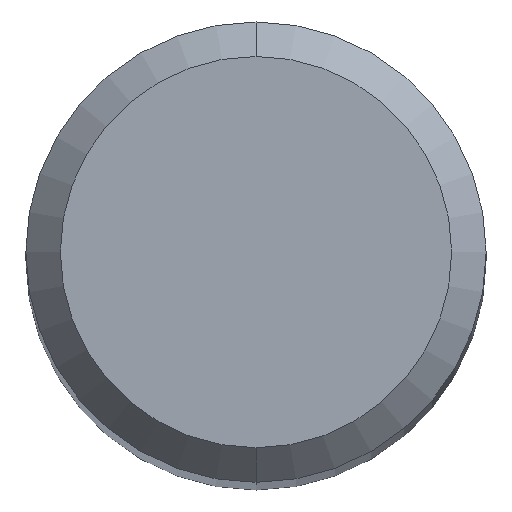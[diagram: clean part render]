
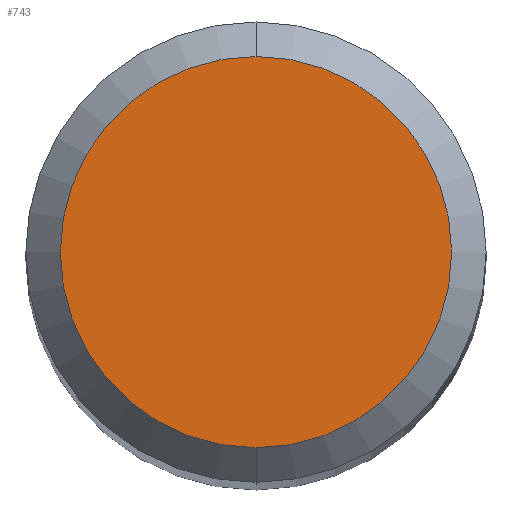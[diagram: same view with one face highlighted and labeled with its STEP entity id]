
A CAD part, top view. The second image highlights one B-rep face of the part: STEP entity #743.
In plain terms, the highlighted planar face has unit normal (0, 0, 1).
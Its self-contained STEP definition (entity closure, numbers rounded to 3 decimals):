
#485=EDGE_CURVE('',#591,#969,#1340,.T.);
#591=VERTEX_POINT('',#1458);
#723=EDGE_CURVE('',#969,#591,#1601,.T.);
#743=ADVANCED_FACE('',(#1623),#1624,.T.);
#969=VERTEX_POINT('',#1869);
#1340=CIRCLE('',#2546,1.7);
#1458=CARTESIAN_POINT('',(0.0,1.7,0.0));
#1601=CIRCLE('',#3403,1.7);
#1623=FACE_OUTER_BOUND('',#3438,.T.);
#1624=PLANE('',#3439);
#1869=CARTESIAN_POINT('',(0.,-1.7,0.0));
#2546=AXIS2_PLACEMENT_3D('',#6009,#6010,#6011);
#3403=AXIS2_PLACEMENT_3D('',#6289,#6290,#6291);
#3438=EDGE_LOOP('',(#6313,#6314));
#3439=AXIS2_PLACEMENT_3D('',#6315,#6316,#6317);
#6009=CARTESIAN_POINT('',(0.0,0.0,0.0));
#6010=DIRECTION('',(0.0,0.0,-1.0));
#6011=DIRECTION('',(0.0,1.0,0.0));
#6289=CARTESIAN_POINT('',(0.0,0.0,0.0));
#6290=DIRECTION('',(0.0,0.0,-1.0));
#6291=DIRECTION('',(0.0,1.0,0.0));
#6313=ORIENTED_EDGE('',*,*,#485,.F.);
#6314=ORIENTED_EDGE('',*,*,#723,.F.);
#6315=CARTESIAN_POINT('',(0.0,0.85,0.0));
#6316=DIRECTION('',(-0.0,0.0,1.0));
#6317=DIRECTION('',(0.0,-1.0,0.0));
